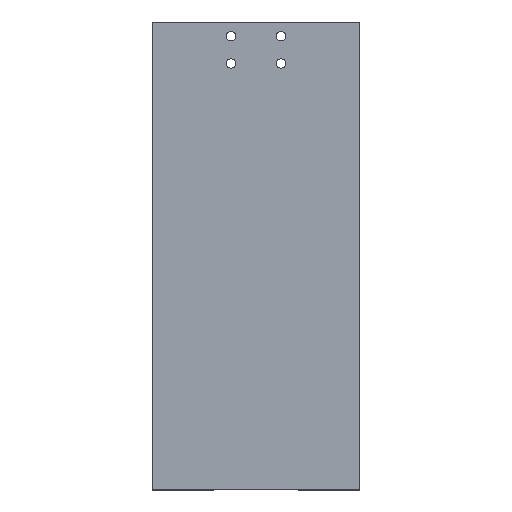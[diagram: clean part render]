
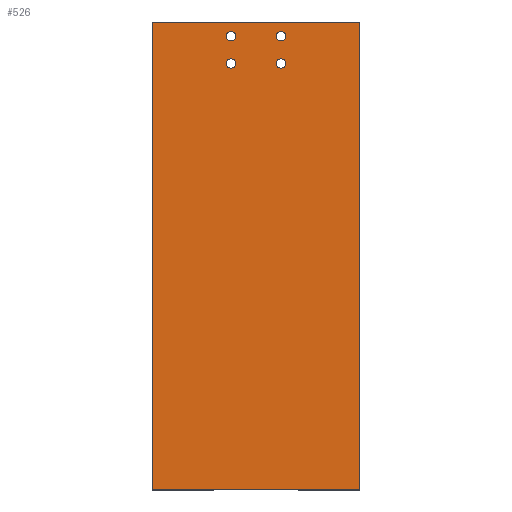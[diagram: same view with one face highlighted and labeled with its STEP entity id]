
A CAD part, top view. The second image highlights one B-rep face of the part: STEP entity #526.
In plain terms, the highlighted planar face has unit normal (0, 0, 1).
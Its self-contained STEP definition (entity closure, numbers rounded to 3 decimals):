
#20=FACE_BOUND('',#96,.T.);
#21=FACE_BOUND('',#97,.T.);
#22=FACE_BOUND('',#98,.T.);
#23=FACE_BOUND('',#99,.T.);
#36=PLANE('',#583);
#63=FACE_OUTER_BOUND('',#95,.T.);
#95=EDGE_LOOP('',(#454,#455,#456,#457));
#96=EDGE_LOOP('',(#458));
#97=EDGE_LOOP('',(#459));
#98=EDGE_LOOP('',(#460));
#99=EDGE_LOOP('',(#461));
#148=LINE('',#855,#204);
#149=LINE('',#858,#205);
#150=LINE('',#860,#206);
#151=LINE('',#861,#207);
#204=VECTOR('',#706,10.);
#205=VECTOR('',#709,10.);
#206=VECTOR('',#710,10.);
#207=VECTOR('',#711,10.);
#219=CIRCLE('',#549,2.5);
#221=CIRCLE('',#552,2.5);
#223=CIRCLE('',#555,2.5);
#225=CIRCLE('',#558,2.5);
#235=VERTEX_POINT('',#738);
#237=VERTEX_POINT('',#744);
#239=VERTEX_POINT('',#750);
#241=VERTEX_POINT('',#756);
#274=VERTEX_POINT('',#851);
#275=VERTEX_POINT('',#853);
#276=VERTEX_POINT('',#857);
#277=VERTEX_POINT('',#859);
#284=EDGE_CURVE('',#235,#235,#219,.T.);
#287=EDGE_CURVE('',#237,#237,#221,.T.);
#290=EDGE_CURVE('',#239,#239,#223,.T.);
#293=EDGE_CURVE('',#241,#241,#225,.T.);
#340=EDGE_CURVE('',#274,#275,#148,.T.);
#341=EDGE_CURVE('',#274,#276,#149,.T.);
#342=EDGE_CURVE('',#277,#275,#150,.T.);
#343=EDGE_CURVE('',#276,#277,#151,.T.);
#454=ORIENTED_EDGE('',*,*,#341,.F.);
#455=ORIENTED_EDGE('',*,*,#340,.T.);
#456=ORIENTED_EDGE('',*,*,#342,.F.);
#457=ORIENTED_EDGE('',*,*,#343,.F.);
#458=ORIENTED_EDGE('',*,*,#284,.T.);
#459=ORIENTED_EDGE('',*,*,#287,.T.);
#460=ORIENTED_EDGE('',*,*,#290,.T.);
#461=ORIENTED_EDGE('',*,*,#293,.T.);
#526=ADVANCED_FACE('',(#63,#20,#21,#22,#23),#36,.T.);
#549=AXIS2_PLACEMENT_3D('',#740,#597,#598);
#552=AXIS2_PLACEMENT_3D('',#746,#604,#605);
#555=AXIS2_PLACEMENT_3D('',#752,#611,#612);
#558=AXIS2_PLACEMENT_3D('',#758,#618,#619);
#583=AXIS2_PLACEMENT_3D('',#856,#707,#708);
#597=DIRECTION('center_axis',(0.,0.,-1.));
#598=DIRECTION('ref_axis',(1.,0.,0.));
#604=DIRECTION('center_axis',(0.,0.,-1.));
#605=DIRECTION('ref_axis',(1.,0.,0.));
#611=DIRECTION('center_axis',(0.,0.,-1.));
#612=DIRECTION('ref_axis',(1.,0.,0.));
#618=DIRECTION('center_axis',(0.,0.,-1.));
#619=DIRECTION('ref_axis',(1.,0.,0.));
#706=DIRECTION('',(0.,1.,0.));
#707=DIRECTION('center_axis',(0.,0.,1.));
#708=DIRECTION('ref_axis',(1.,0.,0.));
#709=DIRECTION('',(-1.,0.,0.));
#710=DIRECTION('',(1.,0.,0.));
#711=DIRECTION('',(0.,1.,0.));
#738=CARTESIAN_POINT('',(65.75,226.,25.2));
#740=CARTESIAN_POINT('Origin',(68.25,226.,25.2));
#744=CARTESIAN_POINT('',(39.25,240.5,25.2));
#746=CARTESIAN_POINT('Origin',(41.75,240.5,25.2));
#750=CARTESIAN_POINT('',(65.75,240.5,25.2));
#752=CARTESIAN_POINT('Origin',(68.25,240.5,25.2));
#756=CARTESIAN_POINT('',(39.25,226.,25.2));
#758=CARTESIAN_POINT('Origin',(41.75,226.,25.2));
#851=CARTESIAN_POINT('',(110.,0.,25.2));
#853=CARTESIAN_POINT('',(110.,248.,25.2));
#855=CARTESIAN_POINT('',(110.,0.,25.2));
#856=CARTESIAN_POINT('Origin',(0.,0.,25.2));
#857=CARTESIAN_POINT('',(0.,0.,25.2));
#858=CARTESIAN_POINT('',(110.,0.,25.2));
#859=CARTESIAN_POINT('',(0.,248.,25.2));
#860=CARTESIAN_POINT('',(110.,248.,25.2));
#861=CARTESIAN_POINT('',(0.,0.,25.2));
